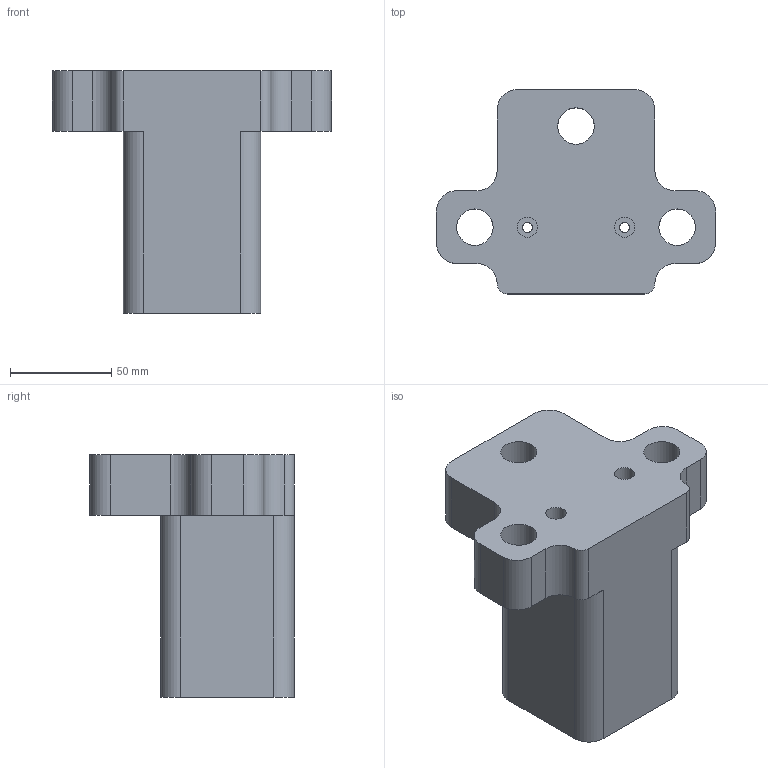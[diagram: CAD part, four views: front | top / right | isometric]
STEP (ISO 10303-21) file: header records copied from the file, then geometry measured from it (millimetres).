
FILE_DESCRIPTION(/* description */ (''),/* implementation_level */ '2;1');
FILE_NAME(/* name */ 'holder_part.stp',/* time_stamp */ '2020-07-03T18:20:44+01:00',/* author */ ('romanp'),/* organization */ (''),/* preprocessor_version */ 'ST-DEVELOPER v17',/* originating_system */ 'Autodesk Inventor 2019',/* authorisation */ '');
FILE_SCHEMA (('AUTOMOTIVE_DESIGN { 1 0 10303 214 3 1 1 }'));
Length unit declared in the file: millimetre
Products named in the file (1): smcConv_holder
Bounding box: 138 x 101 x 120 mm (x, y, z)
Volume: 661041.6 mm3; surface area: 64606.1 mm2
Topology: 1 solids, 1 shells, 41 faces, 111 edges, 74 vertices
Faces by surface type: cylinder 23, plane 18
Full cylindrical faces by diameter (mm): 5 x2, 10 x2, 18 x3
Entity records: 1370 total; most frequent: DIRECTION 241, CARTESIAN_POINT 227, ORIENTED_EDGE 222, EDGE_CURVE 111, AXIS2_PLACEMENT_3D 88, VERTEX_POINT 74, LINE 65, VECTOR 65
